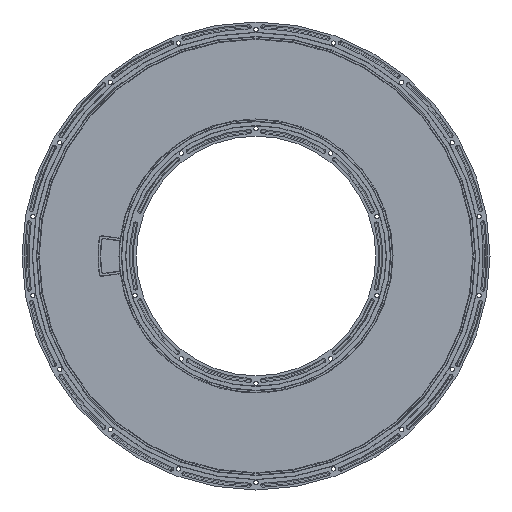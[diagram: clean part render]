
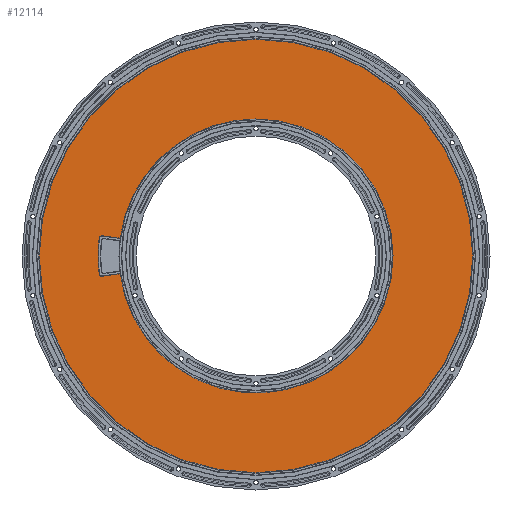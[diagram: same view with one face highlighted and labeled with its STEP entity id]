
A CAD part, front view. The second image highlights one B-rep face of the part: STEP entity #12114.
In plain terms, the highlighted planar face has unit normal (0, -1, 0).
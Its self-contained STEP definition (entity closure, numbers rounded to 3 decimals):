
#3429=CARTESIAN_POINT('',(0.,4.7,0.));
#3430=DIRECTION('',(0.,-1.,0.));
#3431=DIRECTION('',(1.,0.,0.));
#3432=AXIS2_PLACEMENT_3D('',#3429,#3430,#3431);
#3437=CARTESIAN_POINT('',(0.,4.7,0.));
#3438=DIRECTION('',(0.,-1.,0.));
#3439=DIRECTION('',(-1.,0.,0.));
#3440=AXIS2_PLACEMENT_3D('',#3437,#3438,#3439);
#3445=CARTESIAN_POINT('',(0.,4.7,0.));
#3446=DIRECTION('',(0.,-1.,0.));
#3447=DIRECTION('',(0.,0.,1.));
#3448=AXIS2_PLACEMENT_3D('',#3445,#3446,#3447);
#3453=CARTESIAN_POINT('',(0.,4.7,0.));
#3454=DIRECTION('',(0.,1.,0.));
#3455=DIRECTION('',(1.,0.,0.));
#3456=AXIS2_PLACEMENT_3D('',#3453,#3454,#3455);
#3461=CARTESIAN_POINT('',(0.,4.7,0.));
#3462=DIRECTION('',(0.,1.,0.));
#3463=DIRECTION('',(0.,0.,1.));
#3464=AXIS2_PLACEMENT_3D('',#3461,#3462,#3463);
#3469=CARTESIAN_POINT('',(0.,4.7,0.));
#3470=DIRECTION('',(0.,1.,0.));
#3471=DIRECTION('',(-0.991,0.,0.13));
#3472=AXIS2_PLACEMENT_3D('',#3469,#3470,#3471);
#3477=DIRECTION('',(0.992,0.,-0.13));
#3478=VECTOR('',#3477,13.307);
#3479=CARTESIAN_POINT('',(-113.011,4.7,14.852));
#3480=LINE('',#3479,#3478);
#3484=CARTESIAN_POINT('',(-113.268,4.7,12.895));
#3485=DIRECTION('',(0.,1.,0.));
#3486=DIRECTION('',(0.,0.,1.));
#3487=AXIS2_PLACEMENT_3D('',#3484,#3485,#3486);
#3492=CARTESIAN_POINT('',(-113.268,4.7,12.895));
#3493=DIRECTION('',(0.,1.,0.));
#3494=DIRECTION('',(-0.994,0.,0.113));
#3495=AXIS2_PLACEMENT_3D('',#3492,#3493,#3494);
#3500=CARTESIAN_POINT('',(0.,4.7,0.));
#3501=DIRECTION('',(0.,1.,0.));
#3502=DIRECTION('',(-1.,0.,0.));
#3503=AXIS2_PLACEMENT_3D('',#3500,#3501,#3502);
#3508=CARTESIAN_POINT('',(0.,4.7,0.));
#3509=DIRECTION('',(0.,1.,0.));
#3510=DIRECTION('',(-0.994,0.,-0.113));
#3511=AXIS2_PLACEMENT_3D('',#3508,#3509,#3510);
#3516=CARTESIAN_POINT('',(-113.268,4.7,-12.895));
#3517=DIRECTION('',(0.,1.,0.));
#3518=DIRECTION('',(0.131,0.,-0.991));
#3519=AXIS2_PLACEMENT_3D('',#3516,#3517,#3518);
#3524=DIRECTION('',(-0.991,0.,-0.13));
#3525=VECTOR('',#3524,13.308);
#3526=CARTESIAN_POINT('',(-99.816,4.7,-13.117));
#3527=LINE('',#3526,#3525);
#9858=CARTESIAN_POINT('',(-115.23,4.7,-13.118));
#9859=CARTESIAN_POINT('',(-115.975,4.7,0.));
#9860=VERTEX_POINT('',#9858);
#9861=VERTEX_POINT('',#9859);
#9862=CARTESIAN_POINT('',(-115.23,4.7,13.118));
#9863=VERTEX_POINT('',#9862);
#9864=CARTESIAN_POINT('',(159.283,4.7,0.));
#9865=CARTESIAN_POINT('',(0.,4.7,159.283));
#9866=VERTEX_POINT('',#9864);
#9867=VERTEX_POINT('',#9865);
#9868=CARTESIAN_POINT('',(-159.283,4.7,0.));
#9869=VERTEX_POINT('',#9868);
#9870=CARTESIAN_POINT('',(100.675,4.7,0.));
#9871=CARTESIAN_POINT('',(-99.816,4.7,-13.118));
#9872=VERTEX_POINT('',#9870);
#9873=VERTEX_POINT('',#9871);
#9874=CARTESIAN_POINT('',(-113.011,4.7,-14.852));
#9875=VERTEX_POINT('',#9874);
#9876=CARTESIAN_POINT('',(-113.268,4.7,14.869));
#9877=VERTEX_POINT('',#9876);
#9878=CARTESIAN_POINT('',(-113.011,4.7,14.852));
#9879=VERTEX_POINT('',#9878);
#9880=CARTESIAN_POINT('',(-99.816,4.7,13.125));
#9881=VERTEX_POINT('',#9880);
#9882=CARTESIAN_POINT('',(0.,4.7,100.675));
#9883=VERTEX_POINT('',#9882);
#12081=CARTESIAN_POINT('',(0.,4.7,0.));
#12082=DIRECTION('',(0.,-1.,0.));
#12083=DIRECTION('',(0.,0.,1.));
#12084=AXIS2_PLACEMENT_3D('',#12081,#12082,#12083);
#12085=PLANE('',#12084);
#12087=ORIENTED_EDGE('',*,*,#12086,.F.);
#12089=ORIENTED_EDGE('',*,*,#12088,.F.);
#12091=ORIENTED_EDGE('',*,*,#12090,.F.);
#12092=EDGE_LOOP('',(#12087,#12089,#12091));
#12093=FACE_OUTER_BOUND('',#12092,.F.);
#12095=ORIENTED_EDGE('',*,*,#12094,.F.);
#12096=ORIENTED_EDGE('',*,*,#12069,.F.);
#12097=ORIENTED_EDGE('',*,*,#12076,.F.);
#12099=ORIENTED_EDGE('',*,*,#12098,.F.);
#12101=ORIENTED_EDGE('',*,*,#12100,.F.);
#12103=ORIENTED_EDGE('',*,*,#12102,.F.);
#12105=ORIENTED_EDGE('',*,*,#12104,.F.);
#12107=ORIENTED_EDGE('',*,*,#12106,.F.);
#12109=ORIENTED_EDGE('',*,*,#12108,.F.);
#12111=ORIENTED_EDGE('',*,*,#12110,.F.);
#12112=EDGE_LOOP('',(#12095,#12096,#12097,#12099,#12101,#12103,#12105,#12107,
#12109,#12111));
#12113=FACE_BOUND('',#12112,.F.);
#3433=CIRCLE('',#3432,159.283);
#3441=CIRCLE('',#3440,159.283);
#3449=CIRCLE('',#3448,159.283);
#3457=CIRCLE('',#3456,100.675);
#3465=CIRCLE('',#3464,100.675);
#3473=CIRCLE('',#3472,100.675);
#3488=CIRCLE('',#3487,1.975);
#3496=CIRCLE('',#3495,1.975);
#3504=CIRCLE('',#3503,115.975);
#3512=CIRCLE('',#3511,115.975);
#3520=CIRCLE('',#3519,1.975);
#12069=EDGE_CURVE('',#9883,#9872,#3465,.T.);
#12076=EDGE_CURVE('',#9881,#9883,#3473,.T.);
#12086=EDGE_CURVE('',#9866,#9867,#3433,.T.);
#12088=EDGE_CURVE('',#9869,#9866,#3441,.T.);
#12090=EDGE_CURVE('',#9867,#9869,#3449,.T.);
#12094=EDGE_CURVE('',#9872,#9873,#3457,.T.);
#12098=EDGE_CURVE('',#9879,#9881,#3480,.T.);
#12100=EDGE_CURVE('',#9877,#9879,#3488,.T.);
#12102=EDGE_CURVE('',#9863,#9877,#3496,.T.);
#12104=EDGE_CURVE('',#9861,#9863,#3504,.T.);
#12106=EDGE_CURVE('',#9860,#9861,#3512,.T.);
#12108=EDGE_CURVE('',#9875,#9860,#3520,.T.);
#12110=EDGE_CURVE('',#9873,#9875,#3527,.T.);
#12114=ADVANCED_FACE('',(#12093,#12113),#12085,.T.);
